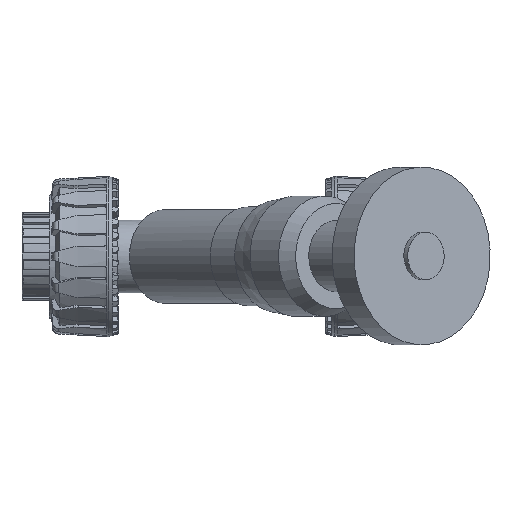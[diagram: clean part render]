
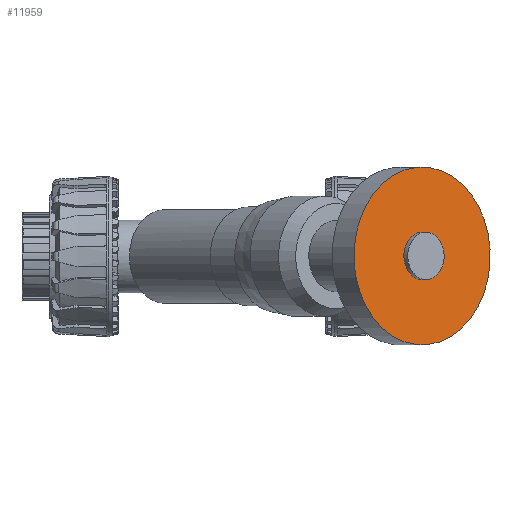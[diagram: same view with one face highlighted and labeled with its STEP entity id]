
A CAD part, top view. The second image highlights one B-rep face of the part: STEP entity #11959.
In plain terms, the highlighted face is planar.
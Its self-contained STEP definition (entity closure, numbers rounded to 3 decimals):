
#2498=FACE_BOUND($,#3872,.T.);
#3164=FACE_OUTER_BOUND($,#3871,.T.);
#3871=EDGE_LOOP($,(#10957));
#3872=EDGE_LOOP($,(#10958));
#4369=CIRCLE($,#13312,29.916);
#4370=CIRCLE($,#13313,8.);
#5539=VERTEX_POINT($,#22962);
#5540=VERTEX_POINT($,#22964);
#7339=EDGE_CURVE($,#5539,#5539,#4369,.T.);
#7340=EDGE_CURVE($,#5540,#5540,#4370,.T.);
#10957=ORIENTED_EDGE($,*,*,#7339,.T.);
#10958=ORIENTED_EDGE($,*,*,#7340,.F.);
#11292=PLANE($,#13311);
#11959=ADVANCED_FACE($,(#3164,#2498),#11292,.T.);
#13311=AXIS2_PLACEMENT_3D($,#22961,#16725,#16726);
#13312=AXIS2_PLACEMENT_3D($,#22963,#16727,#16728);
#13313=AXIS2_PLACEMENT_3D($,#22965,#16729,#16730);
#16725=DIRECTION('center_axis',(0.643,0.766,0.));
#16726=DIRECTION('ref_axis',(0.,0.,-1.));
#16727=DIRECTION('center_axis',(0.643,0.766,0.));
#16728=DIRECTION('ref_axis',(-0.766,0.643,0.));
#16729=DIRECTION('center_axis',(0.643,0.766,0.));
#16730=DIRECTION('ref_axis',(-0.766,0.643,0.));
#22961=CARTESIAN_POINT('Origin',(96.326,105.26,0.));
#22962=CARTESIAN_POINT('',(133.766,73.845,0.));
#22963=CARTESIAN_POINT('Origin',(110.849,93.074,0.));
#22964=CARTESIAN_POINT('',(116.977,87.932,0.));
#22965=CARTESIAN_POINT('Origin',(110.849,93.074,0.));
